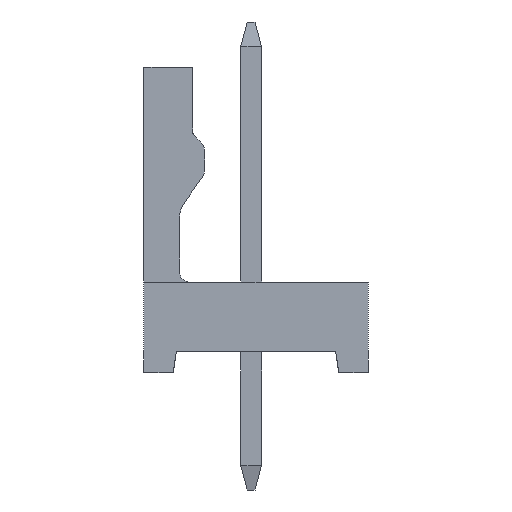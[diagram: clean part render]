
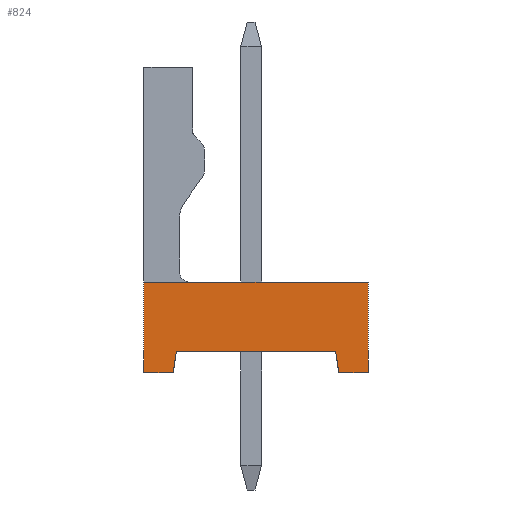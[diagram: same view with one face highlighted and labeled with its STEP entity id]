
A CAD part, left-side view. The second image highlights one B-rep face of the part: STEP entity #824.
In plain terms, the highlighted planar face has unit normal (-1, 0, 0).
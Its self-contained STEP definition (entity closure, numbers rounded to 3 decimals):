
#373=CARTESIAN_POINT('',(-12.7,3.3,2.8));
#374=VERTEX_POINT('',#373);
#381=CARTESIAN_POINT('',(-12.7,-3.6,2.8));
#382=VERTEX_POINT('',#381);
#383=CARTESIAN_POINT('',(-12.7,3.3,2.8));
#384=DIRECTION('',(0.,-1.,0.));
#385=VECTOR('',#384,6.9);
#386=LINE('',#383,#385);
#387=EDGE_CURVE('',#374,#382,#386,.T.);
#762=CARTESIAN_POINT('',(-12.7,1.1,4.7));
#763=DIRECTION('',(0.,1.,0.));
#764=DIRECTION('',(-1.,0.,0.));
#765=AXIS2_PLACEMENT_3D('',#762,#764,#763);
#766=PLANE('',#765);
#767=ORIENTED_EDGE('',*,*,#387,.F.);
#768=CARTESIAN_POINT('',(-12.7,3.3,0.));
#769=VERTEX_POINT('',#768);
#770=CARTESIAN_POINT('',(-12.7,3.3,2.8));
#771=DIRECTION('',(0.,0.,-1.));
#772=VECTOR('',#771,2.8);
#773=LINE('',#770,#772);
#774=EDGE_CURVE('',#374,#769,#773,.T.);
#775=ORIENTED_EDGE('',*,*,#774,.T.);
#776=CARTESIAN_POINT('',(-12.7,2.4,0.));
#777=VERTEX_POINT('',#776);
#778=CARTESIAN_POINT('',(-12.7,3.3,0.));
#779=DIRECTION('',(0.,-1.,0.));
#780=VECTOR('',#779,0.9);
#781=LINE('',#778,#780);
#782=EDGE_CURVE('',#769,#777,#781,.T.);
#783=ORIENTED_EDGE('',*,*,#782,.T.);
#784=CARTESIAN_POINT('',(-12.7,2.3,0.65));
#785=VERTEX_POINT('',#784);
#786=CARTESIAN_POINT('',(-12.7,2.4,0.));
#787=DIRECTION('',(0.,-0.152,0.988));
#788=VECTOR('',#787,0.658);
#789=LINE('',#786,#788);
#790=EDGE_CURVE('',#777,#785,#789,.T.);
#791=ORIENTED_EDGE('',*,*,#790,.T.);
#792=CARTESIAN_POINT('',(-12.7,-2.6,0.65));
#793=VERTEX_POINT('',#792);
#794=CARTESIAN_POINT('',(-12.7,2.3,0.65));
#795=DIRECTION('',(0.,-1.,0.));
#796=VECTOR('',#795,4.9);
#797=LINE('',#794,#796);
#798=EDGE_CURVE('',#785,#793,#797,.T.);
#799=ORIENTED_EDGE('',*,*,#798,.T.);
#800=CARTESIAN_POINT('',(-12.7,-2.7,0.));
#801=VERTEX_POINT('',#800);
#802=CARTESIAN_POINT('',(-12.7,-2.6,0.65));
#803=DIRECTION('',(0.,-0.152,-0.988));
#804=VECTOR('',#803,0.658);
#805=LINE('',#802,#804);
#806=EDGE_CURVE('',#793,#801,#805,.T.);
#807=ORIENTED_EDGE('',*,*,#806,.T.);
#808=CARTESIAN_POINT('',(-12.7,-3.6,0.));
#809=VERTEX_POINT('',#808);
#810=CARTESIAN_POINT('',(-12.7,-2.7,0.));
#811=DIRECTION('',(0.,-1.,0.));
#812=VECTOR('',#811,0.9);
#813=LINE('',#810,#812);
#814=EDGE_CURVE('',#801,#809,#813,.T.);
#815=ORIENTED_EDGE('',*,*,#814,.T.);
#816=CARTESIAN_POINT('',(-12.7,-3.6,0.));
#817=DIRECTION('',(0.,0.,1.));
#818=VECTOR('',#817,2.8);
#819=LINE('',#816,#818);
#820=EDGE_CURVE('',#809,#382,#819,.T.);
#821=ORIENTED_EDGE('',*,*,#820,.T.);
#822=EDGE_LOOP('',(#767,#775,#783,#791,#799,#807,#815,#821));
#823=FACE_OUTER_BOUND('',#822,.T.);
#824=ADVANCED_FACE('',(#823),#766,.T.);
